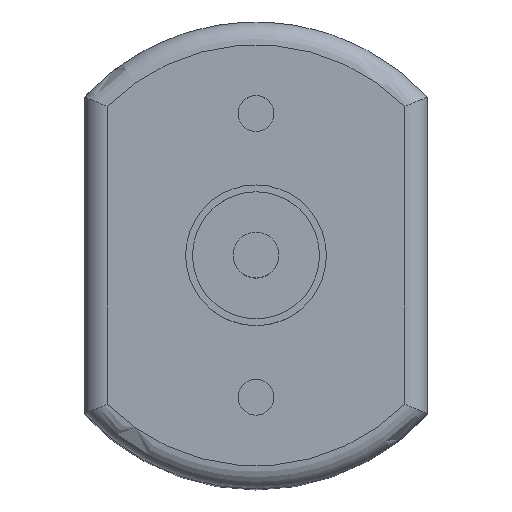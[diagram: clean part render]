
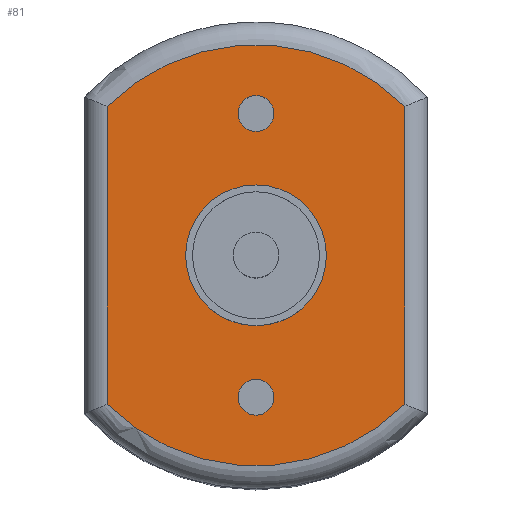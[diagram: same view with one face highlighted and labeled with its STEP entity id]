
A CAD part, top view. The second image highlights one B-rep face of the part: STEP entity #81.
In plain terms, the highlighted planar face has unit normal (0, 0, 1).
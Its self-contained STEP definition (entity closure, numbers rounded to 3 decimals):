
#81 = ADVANCED_FACE( '', ( #197, #198, #199, #200 ), #201, .T. );
#197 = FACE_BOUND( '', #358, .T. );
#198 = FACE_BOUND( '', #359, .T. );
#199 = FACE_OUTER_BOUND( '', #360, .T. );
#200 = FACE_BOUND( '', #361, .T. );
#201 = PLANE( '', #362 );
#358 = EDGE_LOOP( '', ( #542 ) );
#359 = EDGE_LOOP( '', ( #543 ) );
#360 = EDGE_LOOP( '', ( #544, #545, #546, #547 ) );
#361 = EDGE_LOOP( '', ( #548 ) );
#362 = AXIS2_PLACEMENT_3D( '', #549, #550, #551 );
#542 = ORIENTED_EDGE( '', *, *, #871, .T. );
#543 = ORIENTED_EDGE( '', *, *, #849, .T. );
#544 = ORIENTED_EDGE( '', *, *, #872, .T. );
#545 = ORIENTED_EDGE( '', *, *, #873, .T. );
#546 = ORIENTED_EDGE( '', *, *, #874, .T. );
#547 = ORIENTED_EDGE( '', *, *, #860, .T. );
#548 = ORIENTED_EDGE( '', *, *, #875, .F. );
#549 = CARTESIAN_POINT( '', ( 3.075, 0., 34.2 ) );
#550 = DIRECTION( '', ( 0., 0., 1. ) );
#551 = DIRECTION( '', ( 1., 0., 0. ) );
#849 = EDGE_CURVE( '', #985, #985, #986, .T. );
#860 = EDGE_CURVE( '', #1005, #1002, #1006, .F. );
#871 = EDGE_CURVE( '', #1023, #1023, #1024, .T. );
#872 = EDGE_CURVE( '', #1002, #1025, #1026, .T. );
#873 = EDGE_CURVE( '', #1025, #1027, #1028, .F. );
#874 = EDGE_CURVE( '', #1027, #1005, #1029, .T. );
#875 = EDGE_CURVE( '', #1030, #1030, #1031, .T. );
#985 = VERTEX_POINT( '', #1176 );
#986 = CIRCLE( '', #1177, 0.784 );
#1002 = VERTEX_POINT( '', #1197 );
#1005 = VERTEX_POINT( '', #1207 );
#1006 = LINE( '', #1208, #1209 );
#1023 = VERTEX_POINT( '', #1238 );
#1024 = CIRCLE( '', #1239, 0.784 );
#1025 = VERTEX_POINT( '', #1240 );
#1026 = CIRCLE( '', #1241, 9.2 );
#1027 = VERTEX_POINT( '', #1242 );
#1028 = LINE( '', #1243, #1244 );
#1029 = CIRCLE( '', #1245, 9.2 );
#1030 = VERTEX_POINT( '', #1246 );
#1031 = CIRCLE( '', #1247, 3.075 );
#1176 = CARTESIAN_POINT( '', ( 0., 5.417, 34.2 ) );
#1177 = AXIS2_PLACEMENT_3D( '', #1437, #1438, #1439 );
#1197 = CARTESIAN_POINT( '', ( 6.5, 6.511, 34.2 ) );
#1207 = CARTESIAN_POINT( '', ( 6.5, -6.511, 34.2 ) );
#1208 = CARTESIAN_POINT( '', ( 6.5, 6.913, 34.2 ) );
#1209 = VECTOR( '', #1453, 1000. );
#1238 = CARTESIAN_POINT( '', ( 0., -6.984, 34.2 ) );
#1239 = AXIS2_PLACEMENT_3D( '', #1465, #1466, #1467 );
#1240 = CARTESIAN_POINT( '', ( -6.5, 6.511, 34.2 ) );
#1241 = AXIS2_PLACEMENT_3D( '', #1468, #1469, #1470 );
#1242 = CARTESIAN_POINT( '', ( -6.5, -6.511, 34.2 ) );
#1243 = CARTESIAN_POINT( '', ( -6.5, -6.913, 34.2 ) );
#1244 = VECTOR( '', #1471, 1000. );
#1245 = AXIS2_PLACEMENT_3D( '', #1472, #1473, #1474 );
#1246 = CARTESIAN_POINT( '', ( 3.075, 0., 34.2 ) );
#1247 = AXIS2_PLACEMENT_3D( '', #1475, #1476, #1477 );
#1437 = CARTESIAN_POINT( '', ( 0., 6.2, 34.2 ) );
#1438 = DIRECTION( '', ( 0., 0., -1. ) );
#1439 = DIRECTION( '', ( 0., -1., 0. ) );
#1453 = DIRECTION( '', ( 0., -1., 0. ) );
#1465 = CARTESIAN_POINT( '', ( 0., -6.2, 34.2 ) );
#1466 = DIRECTION( '', ( 0., 0., -1. ) );
#1467 = DIRECTION( '', ( 0., -1., 0. ) );
#1468 = CARTESIAN_POINT( '', ( 0., 0., 34.2 ) );
#1469 = DIRECTION( '', ( 0., 0., 1. ) );
#1470 = DIRECTION( '', ( 1., 0., 0. ) );
#1471 = DIRECTION( '', ( 0., 1., 0. ) );
#1472 = CARTESIAN_POINT( '', ( 0., 0., 34.2 ) );
#1473 = DIRECTION( '', ( 0., 0., 1. ) );
#1474 = DIRECTION( '', ( 1., 0., 0. ) );
#1475 = CARTESIAN_POINT( '', ( 0., 0., 34.2 ) );
#1476 = DIRECTION( '', ( 0., 0., 1. ) );
#1477 = DIRECTION( '', ( 1., 0., 0. ) );
